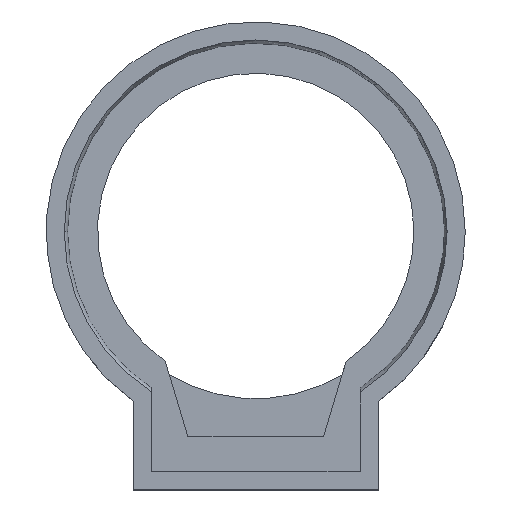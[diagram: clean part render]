
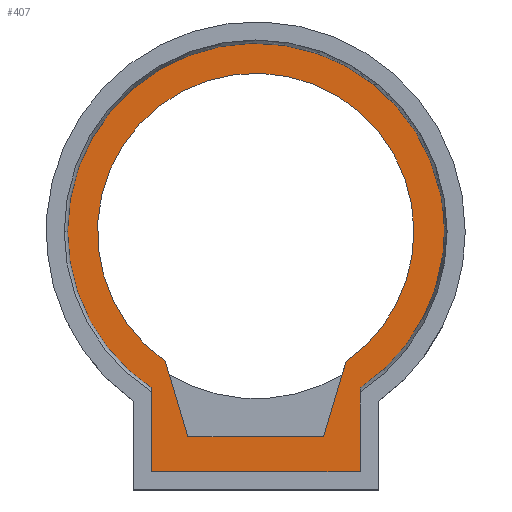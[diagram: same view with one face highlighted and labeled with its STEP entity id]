
A CAD part, top view. The second image highlights one B-rep face of the part: STEP entity #407.
In plain terms, the highlighted planar face has unit normal (0, 0, 1).
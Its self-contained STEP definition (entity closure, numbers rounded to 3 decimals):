
#250 = EDGE_CURVE('',#251,#253,#255,.T.);
#251 = VERTEX_POINT('',#252);
#252 = CARTESIAN_POINT('',(-10.,-14.361,0.));
#253 = VERTEX_POINT('',#254);
#254 = CARTESIAN_POINT('',(-7.5,-22.7,0.));
#255 = LINE('',#256,#257);
#256 = CARTESIAN_POINT('',(-10.,-14.361,0.));
#257 = VECTOR('',#258,1.);
#258 = DIRECTION('',(0.287,-0.958,0.));
#313 = EDGE_CURVE('',#314,#316,#318,.T.);
#314 = VERTEX_POINT('',#315);
#315 = CARTESIAN_POINT('',(7.5,-22.7,0.));
#316 = VERTEX_POINT('',#317);
#317 = CARTESIAN_POINT('',(10.,-14.361,0.));
#318 = LINE('',#319,#320);
#319 = CARTESIAN_POINT('',(7.5,-22.7,0.));
#320 = VECTOR('',#321,1.);
#321 = DIRECTION('',(0.287,0.958,0.));
#407 = ADVANCED_FACE('',(#408,#452),#478,.T.);
#408 = FACE_BOUND('',#409,.T.);
#409 = EDGE_LOOP('',(#410,#420,#428,#436,#445));
#410 = ORIENTED_EDGE('',*,*,#411,.T.);
#411 = EDGE_CURVE('',#412,#414,#416,.T.);
#412 = VERTEX_POINT('',#413);
#413 = CARTESIAN_POINT('',(-11.55,-17.748,0.));
#414 = VERTEX_POINT('',#415);
#415 = CARTESIAN_POINT('',(-11.55,-26.586,0.));
#416 = LINE('',#417,#418);
#417 = CARTESIAN_POINT('',(-11.55,-20.092,0.));
#418 = VECTOR('',#419,1.);
#419 = DIRECTION('',(0.,-1.,0.));
#420 = ORIENTED_EDGE('',*,*,#421,.F.);
#421 = EDGE_CURVE('',#422,#414,#424,.T.);
#422 = VERTEX_POINT('',#423);
#423 = CARTESIAN_POINT('',(11.55,-26.586,0.));
#424 = LINE('',#425,#426);
#425 = CARTESIAN_POINT('',(5.775,-26.586,0.));
#426 = VECTOR('',#427,1.);
#427 = DIRECTION('',(-1.,0.,0.));
#428 = ORIENTED_EDGE('',*,*,#429,.T.);
#429 = EDGE_CURVE('',#422,#430,#432,.T.);
#430 = VERTEX_POINT('',#431);
#431 = CARTESIAN_POINT('',(11.55,-17.748,0.));
#432 = LINE('',#433,#434);
#433 = CARTESIAN_POINT('',(11.55,-26.712,0.));
#434 = VECTOR('',#435,1.);
#435 = DIRECTION('',(0.,1.,0.));
#436 = ORIENTED_EDGE('',*,*,#437,.T.);
#437 = EDGE_CURVE('',#430,#438,#440,.T.);
#438 = VERTEX_POINT('',#439);
#439 = CARTESIAN_POINT('',(21.175,0.,0.));
#440 = CIRCLE('',#441,21.175);
#441 = AXIS2_PLACEMENT_3D('',#442,#443,#444);
#442 = CARTESIAN_POINT('',(0.,0.,0.));
#443 = DIRECTION('',(0.,0.,1.));
#444 = DIRECTION('',(1.,0.,0.));
#445 = ORIENTED_EDGE('',*,*,#446,.T.);
#446 = EDGE_CURVE('',#438,#412,#447,.T.);
#447 = CIRCLE('',#448,21.175);
#448 = AXIS2_PLACEMENT_3D('',#449,#450,#451);
#449 = CARTESIAN_POINT('',(0.,0.,0.));
#450 = DIRECTION('',(0.,0.,1.));
#451 = DIRECTION('',(1.,0.,0.));
#452 = FACE_BOUND('',#453,.T.);
#453 = EDGE_LOOP('',(#454,#463,#470,#471,#477));
#454 = ORIENTED_EDGE('',*,*,#455,.F.);
#455 = EDGE_CURVE('',#456,#251,#458,.T.);
#456 = VERTEX_POINT('',#457);
#457 = CARTESIAN_POINT('',(17.5,0.,0.));
#458 = CIRCLE('',#459,17.5);
#459 = AXIS2_PLACEMENT_3D('',#460,#461,#462);
#460 = CARTESIAN_POINT('',(0.,0.,0.));
#461 = DIRECTION('',(0.,0.,1.));
#462 = DIRECTION('',(1.,0.,0.));
#463 = ORIENTED_EDGE('',*,*,#464,.F.);
#464 = EDGE_CURVE('',#316,#456,#465,.T.);
#465 = CIRCLE('',#466,17.5);
#466 = AXIS2_PLACEMENT_3D('',#467,#468,#469);
#467 = CARTESIAN_POINT('',(0.,0.,0.));
#468 = DIRECTION('',(0.,0.,1.));
#469 = DIRECTION('',(1.,0.,0.));
#470 = ORIENTED_EDGE('',*,*,#313,.F.);
#471 = ORIENTED_EDGE('',*,*,#472,.F.);
#472 = EDGE_CURVE('',#253,#314,#473,.T.);
#473 = LINE('',#474,#475);
#474 = CARTESIAN_POINT('',(-7.5,-22.7,0.));
#475 = VECTOR('',#476,1.);
#476 = DIRECTION('',(1.,0.,0.));
#477 = ORIENTED_EDGE('',*,*,#250,.F.);
#478 = PLANE('',#479);
#479 = AXIS2_PLACEMENT_3D('',#480,#481,#482);
#480 = CARTESIAN_POINT('',(0.566,-4.717,0.));
#481 = DIRECTION('',(0.,0.,1.));
#482 = DIRECTION('',(1.,0.,0.));
